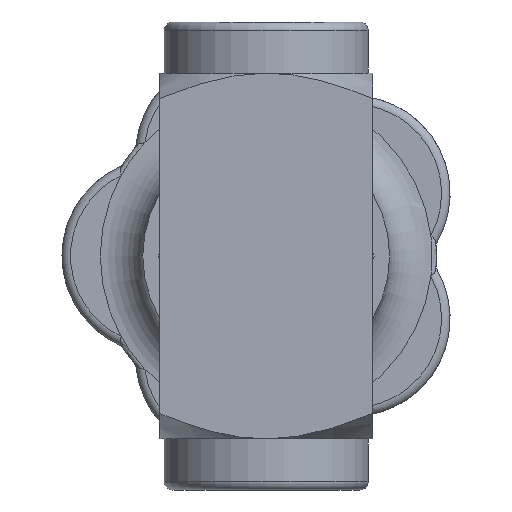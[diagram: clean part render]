
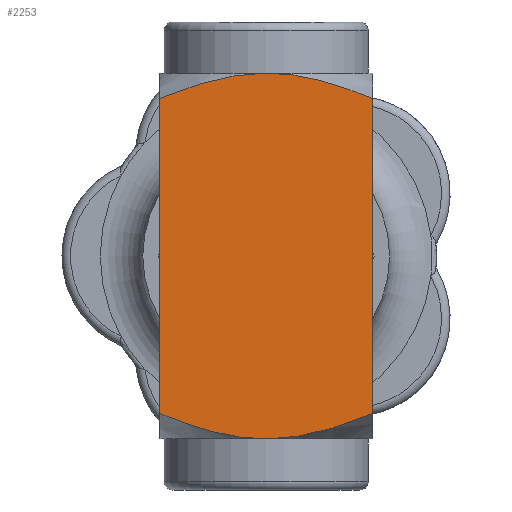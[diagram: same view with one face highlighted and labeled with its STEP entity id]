
A CAD part, front view. The second image highlights one B-rep face of the part: STEP entity #2253.
In plain terms, the highlighted planar face has unit normal (0, -1, 0).
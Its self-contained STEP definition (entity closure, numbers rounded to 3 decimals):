
#131=(
BOUNDED_CURVE()
B_SPLINE_CURVE(2,(#3836,#3837,#3838),.UNSPECIFIED.,.F.,.F.)
B_SPLINE_CURVE_WITH_KNOTS((3,3),(0.139,1.478),
 .UNSPECIFIED.)
CURVE()
GEOMETRIC_REPRESENTATION_ITEM()
RATIONAL_B_SPLINE_CURVE((1.021,1.11,1.))
REPRESENTATION_ITEM('')
);
#134=(
BOUNDED_CURVE()
B_SPLINE_CURVE(2,(#3850,#3851,#3852),.UNSPECIFIED.,.F.,.F.)
B_SPLINE_CURVE_WITH_KNOTS((3,3),(1.478,2.818),
 .UNSPECIFIED.)
CURVE()
GEOMETRIC_REPRESENTATION_ITEM()
RATIONAL_B_SPLINE_CURVE((1.,1.11,1.021))
REPRESENTATION_ITEM('')
);
#139=(
BOUNDED_CURVE()
B_SPLINE_CURVE(2,(#3877,#3878,#3879),.UNSPECIFIED.,.F.,.F.)
B_SPLINE_CURVE_WITH_KNOTS((3,3),(0.139,1.478),
 .UNSPECIFIED.)
CURVE()
GEOMETRIC_REPRESENTATION_ITEM()
RATIONAL_B_SPLINE_CURVE((1.021,1.11,1.))
REPRESENTATION_ITEM('')
);
#142=(
BOUNDED_CURVE()
B_SPLINE_CURVE(2,(#3891,#3892,#3893),.UNSPECIFIED.,.F.,.F.)
B_SPLINE_CURVE_WITH_KNOTS((3,3),(1.478,2.818),
 .UNSPECIFIED.)
CURVE()
GEOMETRIC_REPRESENTATION_ITEM()
RATIONAL_B_SPLINE_CURVE((1.,1.11,1.021))
REPRESENTATION_ITEM('')
);
#249=PLANE('',#2598);
#315=LINE('',#3919,#397);
#316=LINE('',#3921,#398);
#397=VECTOR('',#3094,37.021);
#398=VECTOR('',#3097,37.021);
#538=FACE_OUTER_BOUND('',#689,.T.);
#689=EDGE_LOOP('',(#1828,#1829,#1830,#1831,#1832,#1833));
#1002=VERTEX_POINT('',#3834);
#1003=VERTEX_POINT('',#3835);
#1005=VERTEX_POINT('',#3845);
#1010=VERTEX_POINT('',#3875);
#1011=VERTEX_POINT('',#3876);
#1013=VERTEX_POINT('',#3886);
#1278=EDGE_CURVE('',#1002,#1003,#131,.T.);
#1282=EDGE_CURVE('',#1003,#1005,#134,.T.);
#1290=EDGE_CURVE('',#1010,#1011,#139,.T.);
#1294=EDGE_CURVE('',#1011,#1013,#142,.T.);
#1304=EDGE_CURVE('',#1005,#1010,#315,.T.);
#1305=EDGE_CURVE('',#1002,#1013,#316,.T.);
#1828=ORIENTED_EDGE('',*,*,#1282,.T.);
#1829=ORIENTED_EDGE('',*,*,#1304,.T.);
#1830=ORIENTED_EDGE('',*,*,#1290,.T.);
#1831=ORIENTED_EDGE('',*,*,#1294,.T.);
#1832=ORIENTED_EDGE('',*,*,#1305,.F.);
#1833=ORIENTED_EDGE('',*,*,#1278,.T.);
#2253=ADVANCED_FACE('',(#538),#249,.T.);
#2598=AXIS2_PLACEMENT_3D('',#3922,#3098,#3099);
#3094=DIRECTION('',(0.,0.,-1.));
#3097=DIRECTION('',(0.,0.,-1.));
#3098=DIRECTION('center_axis',(0.,-1.,0.));
#3099=DIRECTION('ref_axis',(0.,0.,-1.));
#3834=CARTESIAN_POINT('',(12.5,-12.5,18.511));
#3835=CARTESIAN_POINT('',(0.,-12.5,21.5));
#3836=CARTESIAN_POINT('Ctrl Pts',(12.5,-12.5,18.511));
#3837=CARTESIAN_POINT('Ctrl Pts',(5.178,-12.5,21.5));
#3838=CARTESIAN_POINT('Ctrl Pts',(0.,-12.5,21.5));
#3845=CARTESIAN_POINT('',(-12.5,-12.5,18.511));
#3850=CARTESIAN_POINT('Ctrl Pts',(0.,-12.5,21.5));
#3851=CARTESIAN_POINT('Ctrl Pts',(-5.178,-12.5,21.5));
#3852=CARTESIAN_POINT('Ctrl Pts',(-12.5,-12.5,18.511));
#3875=CARTESIAN_POINT('',(-12.5,-12.5,-18.511));
#3876=CARTESIAN_POINT('',(0.,-12.5,-21.5));
#3877=CARTESIAN_POINT('Ctrl Pts',(-12.5,-12.5,-18.511));
#3878=CARTESIAN_POINT('Ctrl Pts',(-5.178,-12.5,-21.5));
#3879=CARTESIAN_POINT('Ctrl Pts',(0.,-12.5,-21.5));
#3886=CARTESIAN_POINT('',(12.5,-12.5,-18.511));
#3891=CARTESIAN_POINT('Ctrl Pts',(0.,-12.5,-21.5));
#3892=CARTESIAN_POINT('Ctrl Pts',(5.178,-12.5,-21.5));
#3893=CARTESIAN_POINT('Ctrl Pts',(12.5,-12.5,-18.511));
#3919=CARTESIAN_POINT('',(-12.5,-12.5,18.511));
#3921=CARTESIAN_POINT('',(12.5,-12.5,18.511));
#3922=CARTESIAN_POINT('Origin',(12.5,-12.5,0.));
